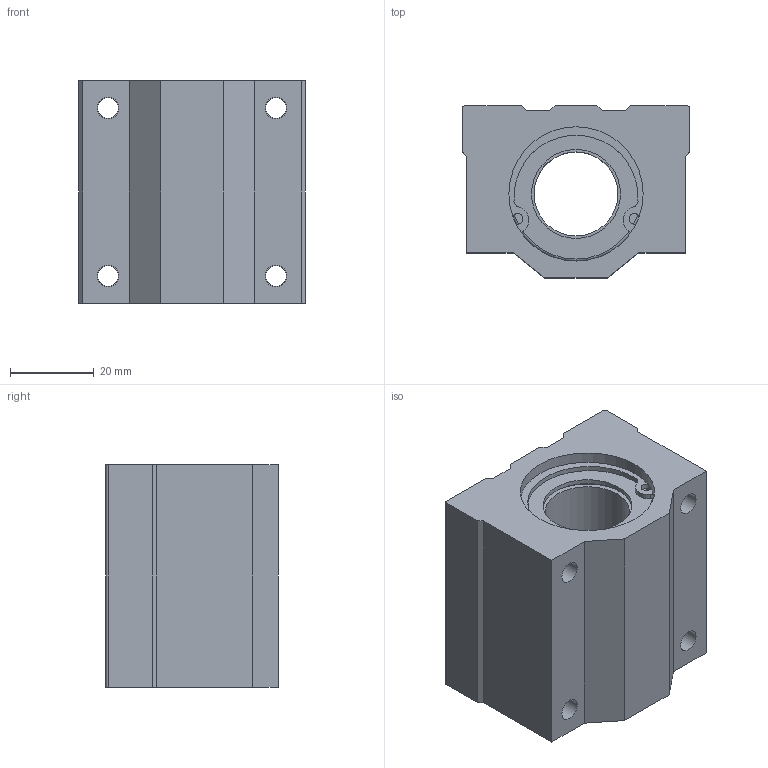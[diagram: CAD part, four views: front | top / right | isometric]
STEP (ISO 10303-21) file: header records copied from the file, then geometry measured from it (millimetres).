
FILE_DESCRIPTION(/* description */ ('STEP AP203'),/* implementation_level */ '2;1');
FILE_NAME(/* name */ 'SCE20UU',/* time_stamp */ '2022-08-20T02:26:37+02:00',/* author */ ('License CC BY-ND 4.0'),/* organization */ ('CADENAS'),/* preprocessor_version */ 'ST-DEVELOPER v18.102',/* originating_system */ 'PARTsolutions',/* authorisation */ ' ');
FILE_SCHEMA (('CONFIG_CONTROL_DESIGN'));
Length unit declared in the file: millimetre
Products named in the file (4): SCE20UU; LME20; Retaining ring GB 893.1-86 32; SCE20UUbody
Assembly tree (4 placements, depth 2):
  SCE20UU
    LME20
    Retaining ring GB 893.1-86 32  x2
    SCE20UUbody
Bounding box: 54 x 41 x 53 mm (x, y, z)
Volume: 80320.5 mm3; surface area: 29733.4 mm2
Topology: 4 solids, 4 shells, 95 faces, 208 edges, 137 vertices
Faces by surface type: plane 48, cylinder 41, cone 4, torus 2
Full cylindrical faces by diameter (mm): 2.5 x4, 4.917 x4, 5.2 x4, 20 x1, 21.2 x2, 22.4 x2, 30.3 x2, 32 x6, 33.7 x2
Entity records: 2241 total; most frequent: DIRECTION 394, CARTESIAN_POINT 350, ORIENTED_EDGE 292, AXIS2_PLACEMENT_3D 160, EDGE_CURVE 146, EDGE_LOOP 146, FACE_BOUND 146, VERTEX_POINT 116
